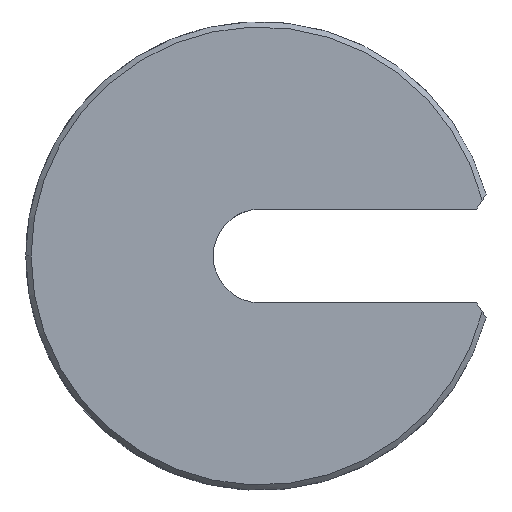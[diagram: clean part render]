
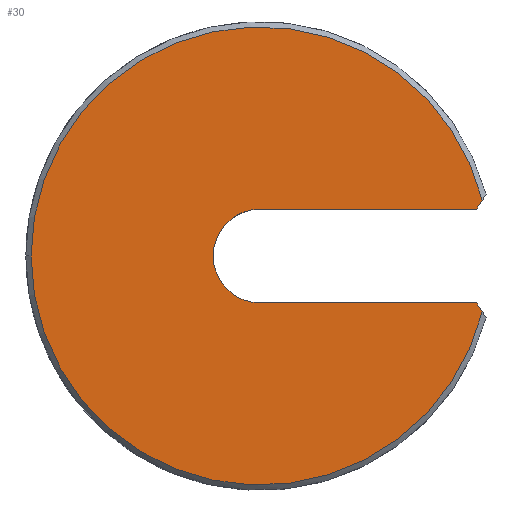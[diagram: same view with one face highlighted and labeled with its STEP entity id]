
A CAD part, top view. The second image highlights one B-rep face of the part: STEP entity #30.
In plain terms, the highlighted planar face has unit normal (0, 0, 1).
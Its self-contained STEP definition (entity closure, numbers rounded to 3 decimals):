
#1 = VERTEX_POINT ( 'NONE', #235 ) ;
#22 = ORIENTED_EDGE ( 'NONE', *, *, #101, .T. ) ;
#23 = EDGE_CURVE ( 'NONE', #94, #96, #179, .T. ) ;
#24 = ORIENTED_EDGE ( 'NONE', *, *, #23, .F. ) ;
#25 = EDGE_CURVE ( 'NONE', #26, #105, #184, .T. ) ;
#26 = VERTEX_POINT ( 'NONE', #174 ) ;
#30 = ADVANCED_FACE ( 'NONE', ( #266 ), #175, .T. ) ;
#31 = EDGE_LOOP ( 'NONE', ( #102, #32, #91, #93, #22, #24, #89 ) ) ;
#32 = ORIENTED_EDGE ( 'NONE', *, *, #33, .T. ) ;
#33 = EDGE_CURVE ( 'NONE', #116, #1, #264, .T. ) ;
#34 = EDGE_CURVE ( 'NONE', #116, #120, #314, .T. ) ;
#88 = EDGE_CURVE ( 'NONE', #120, #94, #378, .T. ) ;
#89 = ORIENTED_EDGE ( 'NONE', *, *, #88, .F. ) ;
#91 = ORIENTED_EDGE ( 'NONE', *, *, #92, .T. ) ;
#92 = EDGE_CURVE ( 'NONE', #1, #26, #414, .T. ) ;
#93 = ORIENTED_EDGE ( 'NONE', *, *, #25, .T. ) ;
#94 = VERTEX_POINT ( 'NONE', #416 ) ;
#96 = VERTEX_POINT ( 'NONE', #440 ) ;
#101 = EDGE_CURVE ( 'NONE', #105, #96, #397, .T. ) ;
#102 = ORIENTED_EDGE ( 'NONE', *, *, #34, .F. ) ;
#105 = VERTEX_POINT ( 'NONE', #403 ) ;
#116 = VERTEX_POINT ( 'NONE', #516 ) ;
#120 = VERTEX_POINT ( 'NONE', #520 ) ;
#129 = AXIS2_PLACEMENT_3D ( 'NONE', #173, #172, #171 ) ;
#171 = DIRECTION ( 'NONE',  ( 1., 0., 0. ) ) ;
#172 = DIRECTION ( 'NONE',  ( 0., 0., 1. ) ) ;
#173 = CARTESIAN_POINT ( 'NONE',  ( 0., 0., 0. ) ) ;
#174 = CARTESIAN_POINT ( 'NONE',  ( -22., 0., 0. ) ) ;
#175 = PLANE ( 'NONE',  #181 ) ;
#176 = DIRECTION ( 'NONE',  ( 1., 0., 0. ) ) ;
#177 = VECTOR ( 'NONE', #176, 1000. ) ;
#178 = CARTESIAN_POINT ( 'NONE',  ( 22.5, -4.5, 0. ) ) ;
#179 = LINE ( 'NONE', #178, #177 ) ;
#181 = AXIS2_PLACEMENT_3D ( 'NONE', #320, #319, #318 ) ;
#184 = CIRCLE ( 'NONE', #129, 22. ) ;
#235 = CARTESIAN_POINT ( 'NONE',  ( 21.339, 5.354, 0. ) ) ;
#263 = CARTESIAN_POINT ( 'NONE',  ( 12.388, -8.188, 0. ) ) ;
#264 = LINE ( 'NONE', #263, #316 ) ;
#266 = FACE_OUTER_BOUND ( 'NONE', #31, .T. ) ;
#310 = DIRECTION ( 'NONE',  ( -1., 0., 0. ) ) ;
#311 = VECTOR ( 'NONE', #310, 1000. ) ;
#312 = CARTESIAN_POINT ( 'NONE',  ( 0., 4.5, 0. ) ) ;
#314 = LINE ( 'NONE', #312, #311 ) ;
#315 = DIRECTION ( 'NONE',  ( 0.551, 0.834, 0. ) ) ;
#316 = VECTOR ( 'NONE', #315, 1000. ) ;
#318 = DIRECTION ( 'NONE',  ( 1., 0., 0. ) ) ;
#319 = DIRECTION ( 'NONE',  ( 0., 0., 1. ) ) ;
#320 = CARTESIAN_POINT ( 'NONE',  ( 0., 0., 0. ) ) ;
#360 = DIRECTION ( 'NONE',  ( 1., 0., 0. ) ) ;
#361 = DIRECTION ( 'NONE',  ( 0., 0., 1. ) ) ;
#362 = CARTESIAN_POINT ( 'NONE',  ( 0., 0., 0. ) ) ;
#378 = CIRCLE ( 'NONE', #464, 4.5 ) ;
#389 = DIRECTION ( 'NONE',  ( -0.551, 0.834, 0. ) ) ;
#397 = LINE ( 'NONE', #405, #410 ) ;
#403 = CARTESIAN_POINT ( 'NONE',  ( 21.339, -5.354, 0. ) ) ;
#405 = CARTESIAN_POINT ( 'NONE',  ( 12.388, 8.188, 0. ) ) ;
#410 = VECTOR ( 'NONE', #389, 1000. ) ;
#411 = DIRECTION ( 'NONE',  ( 1., 0., 0. ) ) ;
#412 = DIRECTION ( 'NONE',  ( 0., 0., 1. ) ) ;
#413 = CARTESIAN_POINT ( 'NONE',  ( 0., 0., 0. ) ) ;
#414 = CIRCLE ( 'NONE', #441, 22. ) ;
#416 = CARTESIAN_POINT ( 'NONE',  ( 0., -4.5, 0. ) ) ;
#440 = CARTESIAN_POINT ( 'NONE',  ( 20.774, -4.5, 0. ) ) ;
#441 = AXIS2_PLACEMENT_3D ( 'NONE', #413, #412, #411 ) ;
#464 = AXIS2_PLACEMENT_3D ( 'NONE', #362, #361, #360 ) ;
#516 = CARTESIAN_POINT ( 'NONE',  ( 20.774, 4.5, 0. ) ) ;
#520 = CARTESIAN_POINT ( 'NONE',  ( 0., 4.5, 0. ) ) ;
